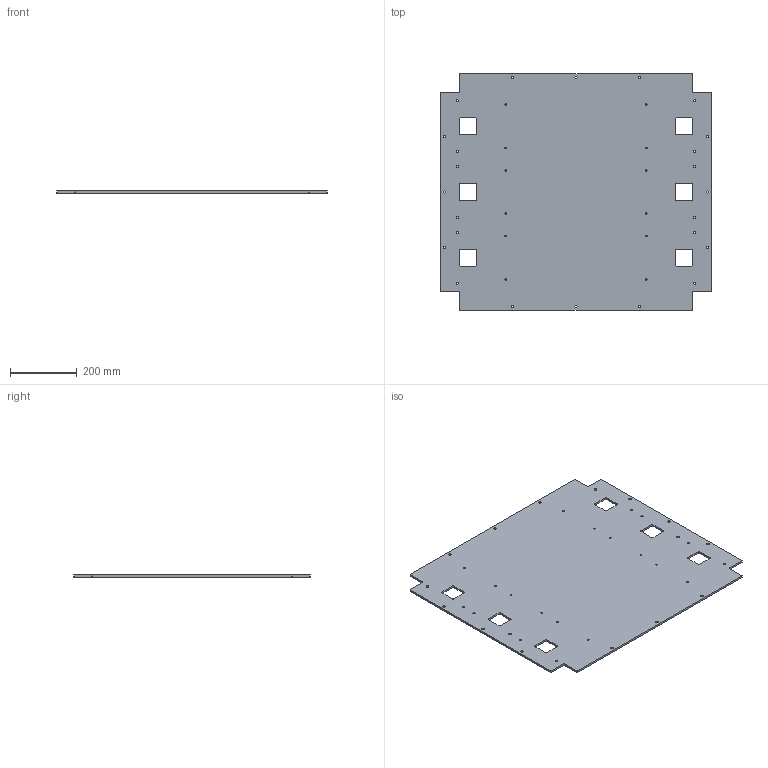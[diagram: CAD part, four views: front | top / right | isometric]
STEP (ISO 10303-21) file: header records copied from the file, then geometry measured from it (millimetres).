
FILE_DESCRIPTION(('FreeCAD Model'),'2;1');
FILE_NAME('Open CASCADE Shape Model','2024-06-17T15:16:45',(''),(''), 'Open CASCADE STEP processor 7.6','FreeCAD','Unknown');
FILE_SCHEMA(('AUTOMOTIVE_DESIGN { 1 0 10303 214 1 1 1 1 }'));
Length unit declared in the file: millimetre
Products named in the file (1): TunnelMountPlatePad
Bounding box: 810.8 x 709.2 x 6 mm (x, y, z)
Volume: 3277677.8 mm3; surface area: 1122099.9 mm2
Topology: 1 solids, 1 shells, 110 faces, 324 edges, 216 vertices
Faces by surface type: cylinder 72, plane 38
Full cylindrical faces by diameter (mm): 5.207 x12, 6.756 x12, 6.985 x12
Entity records: 3922 total; most frequent: DIRECTION 690, CARTESIAN_POINT 651, ORIENTED_EDGE 648, EDGE_CURVE 324, AXIS2_PLACEMENT_3D 255, VERTEX_POINT 216, FACE_BOUND 194, EDGE_LOOP 194
